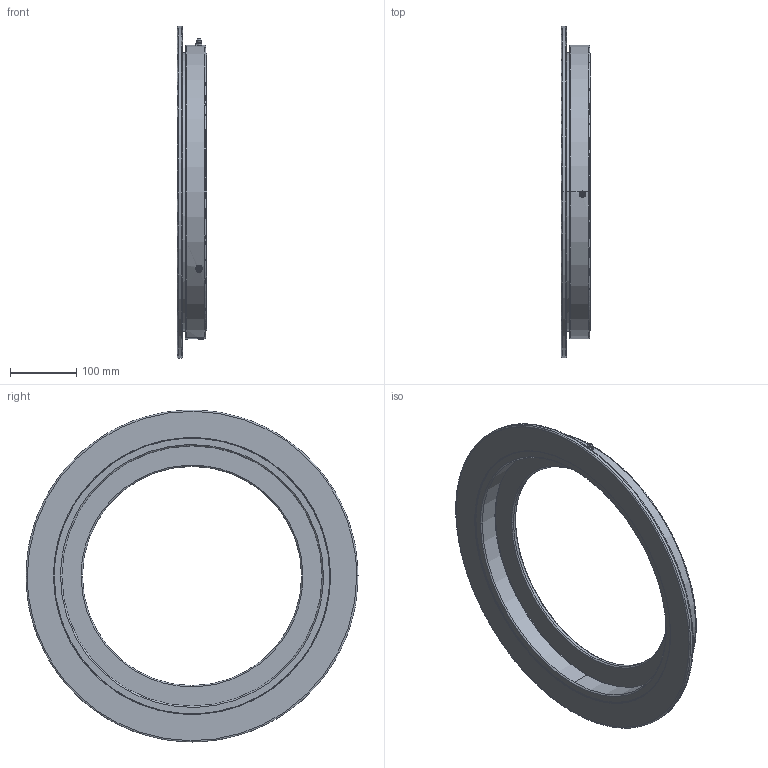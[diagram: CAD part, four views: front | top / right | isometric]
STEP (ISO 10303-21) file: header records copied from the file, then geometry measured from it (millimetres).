
FILE_DESCRIPTION (( 'STEP AP214' ), '1' );
FILE_NAME ('0012661.step', '2024-01-24T12:18:12', ( '' ), ( '' ), 'SwSTEP 2.0', 'SolidWorks 2020', '' );
FILE_SCHEMA (( 'AUTOMOTIVE_DESIGN' ));
Length unit declared in the file: millimetre
Products named in the file (1): 0012661
Bounding box: 45 x 500 x 500 mm (x, y, z)
Volume: 1695624.3 mm3; surface area: 462116.8 mm2
Topology: 8 solids, 8 shells, 242 faces, 626 edges, 399 vertices
Faces by surface type: cone 72, cylinder 60, plane 52, bspline 48, torus 10
Entity records: 15025 total; most frequent: CARTESIAN_POINT 6627, ORIENTED_EDGE 1232, DIRECTION 1131, EDGE_CURVE 616, AXIS2_PLACEMENT_3D 486, VERTEX_POINT 399, CIRCLE 291, EDGE_LOOP 277
